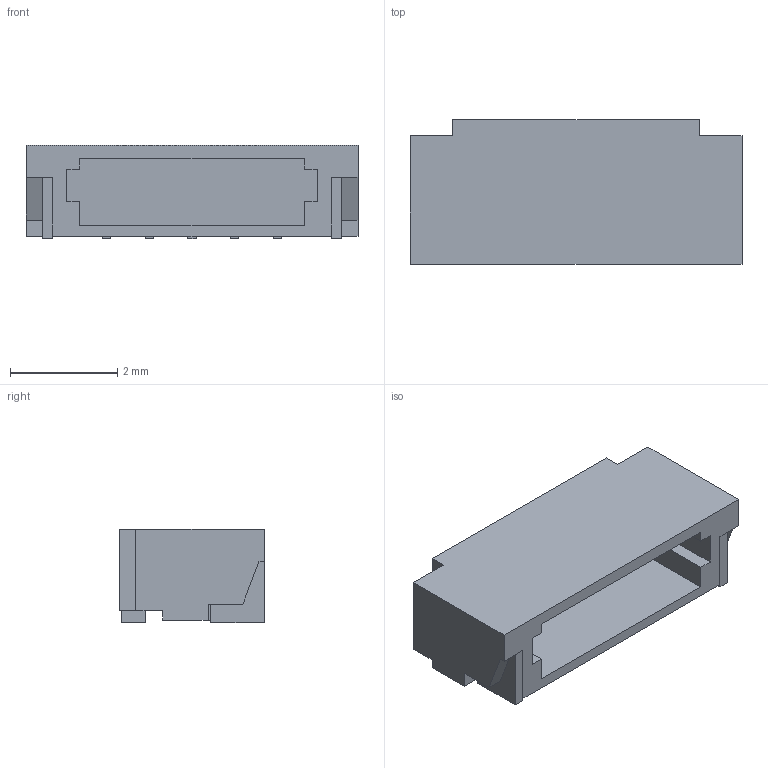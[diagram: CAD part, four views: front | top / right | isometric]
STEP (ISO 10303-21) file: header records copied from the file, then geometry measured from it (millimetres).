
FILE_DESCRIPTION(/* description */ (''),/* implementation_level */ '2;1');
FILE_NAME(/* name */ 'JST SM05B-SURS-TF.step',/* time_stamp */ '2020-01-12T23:05:29+00:00',/* author */ (''),/* organization */ (''),/* preprocessor_version */ 'ST-DEVELOPER v18',/* originating_system */ 'Autodesk Translation Framework v8.12.0.6',/* authorisation */ '');
FILE_SCHEMA (('AUTOMOTIVE_DESIGN { 1 0 10303 214 3 1 1 }'));
Length unit declared in the file: millimetre
Products named in the file (1): JST SM05B-SURS-TF
Bounding box: 6.2 x 2.7 x 1.75 mm (x, y, z)
Volume: 17.2 mm3; surface area: 84.4 mm2
Topology: 1 solids, 1 shells, 70 faces, 182 edges, 120 vertices
Faces by surface type: plane 70
Entity records: 2211 total; most frequent: CARTESIAN_POINT 373, ORIENTED_EDGE 364, DIRECTION 324, LINE 182, VECTOR 182, EDGE_CURVE 182, VERTEX_POINT 120, EDGE_LOOP 76
